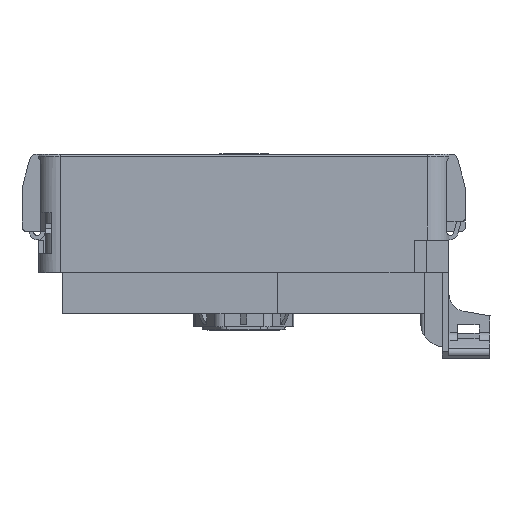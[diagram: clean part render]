
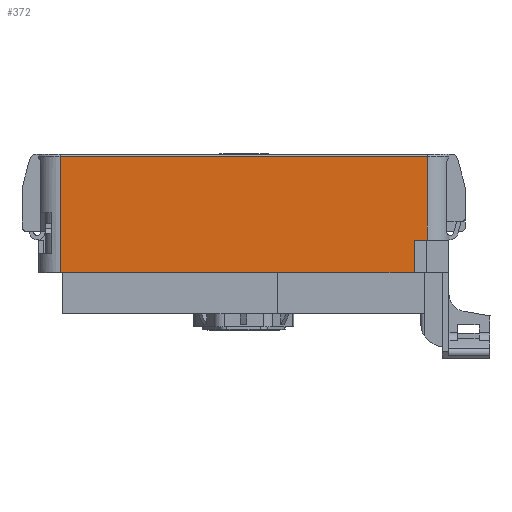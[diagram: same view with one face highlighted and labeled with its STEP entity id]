
A CAD part, left-side view. The second image highlights one B-rep face of the part: STEP entity #372.
In plain terms, the highlighted planar face has unit normal (-1, 0, 0).
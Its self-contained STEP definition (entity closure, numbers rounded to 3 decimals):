
#372=ADVANCED_FACE('',(#1572),#1013,.F.);
#1013=PLANE('',#13065);
#1572=FACE_OUTER_BOUND('',#2212,.T.);
#2212=EDGE_LOOP('',(#4021,#4022,#4023,#4024,#4025,#4026));
#4021=ORIENTED_EDGE('',*,*,#8737,.T.);
#4022=ORIENTED_EDGE('',*,*,#8101,.T.);
#4023=ORIENTED_EDGE('',*,*,#8738,.F.);
#4024=ORIENTED_EDGE('',*,*,#8683,.T.);
#4025=ORIENTED_EDGE('',*,*,#8735,.T.);
#4026=ORIENTED_EDGE('',*,*,#8739,.T.);
#6857=VERTEX_POINT('',#17631);
#6858=VERTEX_POINT('',#17633);
#7368=VERTEX_POINT('',#18792);
#7369=VERTEX_POINT('',#18794);
#7404=VERTEX_POINT('',#18905);
#7405=VERTEX_POINT('',#18910);
#8101=EDGE_CURVE('',#6858,#6857,#9899,.T.);
#8683=EDGE_CURVE('',#7369,#7368,#10445,.T.);
#8735=EDGE_CURVE('',#7368,#7404,#10492,.T.);
#8737=EDGE_CURVE('',#7405,#6858,#10494,.T.);
#8738=EDGE_CURVE('',#7369,#6857,#10495,.T.);
#8739=EDGE_CURVE('',#7404,#7405,#10496,.T.);
#9899=LINE('',#17632,#11506);
#10445=LINE('',#18793,#12052);
#10492=LINE('',#18906,#12099);
#10494=LINE('',#18909,#12101);
#10495=LINE('',#18911,#12102);
#10496=LINE('',#18912,#12103);
#11506=VECTOR('',#14152,1.);
#12052=VECTOR('',#14890,1.);
#12099=VECTOR('',#14965,1.);
#12101=VECTOR('',#14969,1.);
#12102=VECTOR('',#14970,1.);
#12103=VECTOR('',#14971,1.);
#13065=AXIS2_PLACEMENT_3D('',#18913,#14972,#14973);
#14152=DIRECTION('',(0.,-1.,0.));
#14890=DIRECTION('',(0.,-1.,0.));
#14965=DIRECTION('',(0.,0.,1.));
#14969=DIRECTION('',(0.,0.,-1.));
#14970=DIRECTION('',(0.,0.,-1.));
#14971=DIRECTION('',(0.,1.,0.));
#14972=DIRECTION('',(1.,0.,0.));
#14973=DIRECTION('',(0.,0.,-1.));
#17631=CARTESIAN_POINT('',(-40.1,-39.25,-27.35));
#17632=CARTESIAN_POINT('',(-40.1,44.525,-27.35));
#17633=CARTESIAN_POINT('',(-40.1,42.3,-27.35));
#18792=CARTESIAN_POINT('',(-40.1,-42.3,-19.85));
#18793=CARTESIAN_POINT('',(-40.1,42.8,-19.85));
#18794=CARTESIAN_POINT('',(-40.1,-39.25,-19.85));
#18905=CARTESIAN_POINT('',(-40.1,-42.3,-0.5));
#18906=CARTESIAN_POINT('',(-40.1,-42.3,0.));
#18909=CARTESIAN_POINT('',(-40.1,42.3,-27.35));
#18910=CARTESIAN_POINT('',(-40.1,42.3,-0.5));
#18911=CARTESIAN_POINT('',(-40.1,-39.25,-36.8));
#18912=CARTESIAN_POINT('',(-40.1,-47.3,-0.5));
#18913=CARTESIAN_POINT('',(-40.1,-47.3,-36.8));
